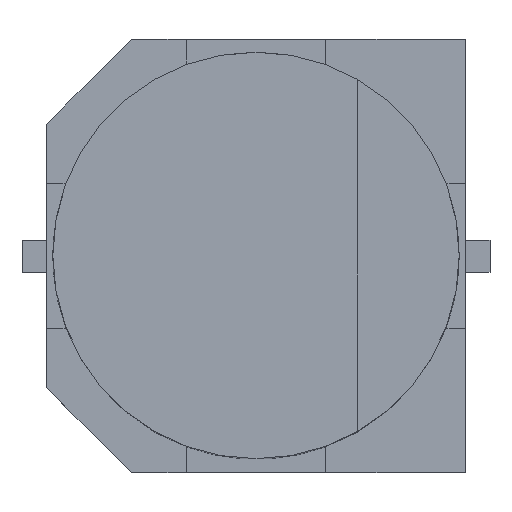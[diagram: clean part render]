
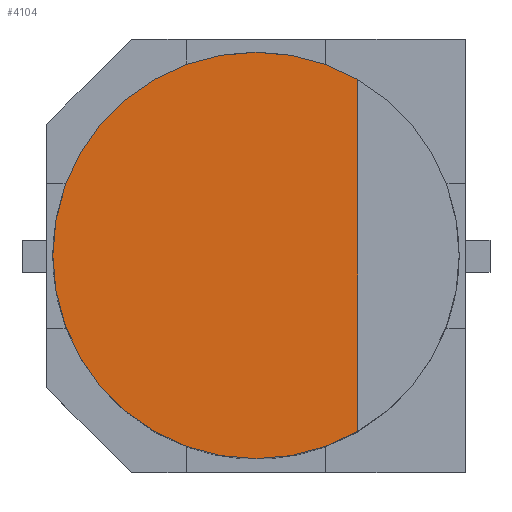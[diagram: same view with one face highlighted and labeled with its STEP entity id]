
A CAD part, top view. The second image highlights one B-rep face of the part: STEP entity #4104.
In plain terms, the highlighted planar face has unit normal (0, 0, 1).
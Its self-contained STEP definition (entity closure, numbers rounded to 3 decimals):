
#3207 = CYLINDRICAL_SURFACE('',#3208,4.125);
#3208 = AXIS2_PLACEMENT_3D('',#3209,#3210,#3211);
#3209 = CARTESIAN_POINT('',(0.,0.,-1.251));
#3210 = DIRECTION('',(0.,0.,1.));
#3211 = DIRECTION('',(1.,0.,0.));
#3232 = VERTEX_POINT('',#3233);
#3233 = CARTESIAN_POINT('',(4.125,0.,6.999));
#3254 = EDGE_CURVE('',#3232,#3232,#3255,.T.);
#3255 = SURFACE_CURVE('',#3256,(#3261,#3268),.PCURVE_S1.);
#3256 = CIRCLE('',#3257,4.125);
#3257 = AXIS2_PLACEMENT_3D('',#3258,#3259,#3260);
#3258 = CARTESIAN_POINT('',(0.,0.,6.999));
#3259 = DIRECTION('',(0.,0.,1.));
#3260 = DIRECTION('',(1.,0.,0.));
#3261 = PCURVE('',#3207,#3262);
#3262 = DEFINITIONAL_REPRESENTATION('',(#3263),#3267);
#3263 = LINE('',#3264,#3265);
#3264 = CARTESIAN_POINT('',(0.,8.25));
#3265 = VECTOR('',#3266,1.);
#3266 = DIRECTION('',(1.,0.));
#3267 = ( GEOMETRIC_REPRESENTATION_CONTEXT(2) 
PARAMETRIC_REPRESENTATION_CONTEXT() REPRESENTATION_CONTEXT('2D SPACE',''
  ) );
#3268 = PCURVE('',#3269,#3274);
#3269 = PLANE('',#3270);
#3270 = AXIS2_PLACEMENT_3D('',#3271,#3272,#3273);
#3271 = CARTESIAN_POINT('',(0.,0.,6.999));
#3272 = DIRECTION('',(0.,0.,1.));
#3273 = DIRECTION('',(1.,0.,0.));
#3274 = DEFINITIONAL_REPRESENTATION('',(#3275),#3279);
#3275 = CIRCLE('',#3276,4.125);
#3276 = AXIS2_PLACEMENT_2D('',#3277,#3278);
#3277 = CARTESIAN_POINT('',(0.,0.));
#3278 = DIRECTION('',(1.,0.));
#3279 = ( GEOMETRIC_REPRESENTATION_CONTEXT(2) 
PARAMETRIC_REPRESENTATION_CONTEXT() REPRESENTATION_CONTEXT('2D SPACE',''
  ) );
#4104 = ADVANCED_FACE('',(#4105),#3269,.T.);
#4105 = FACE_BOUND('',#4106,.T.);
#4106 = EDGE_LOOP('',(#4107));
#4107 = ORIENTED_EDGE('',*,*,#3254,.T.);
